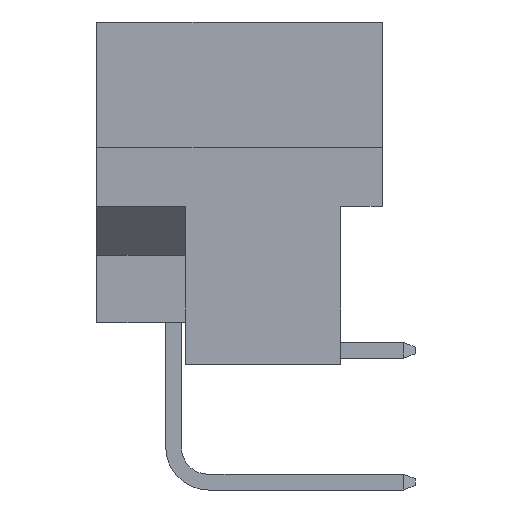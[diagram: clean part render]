
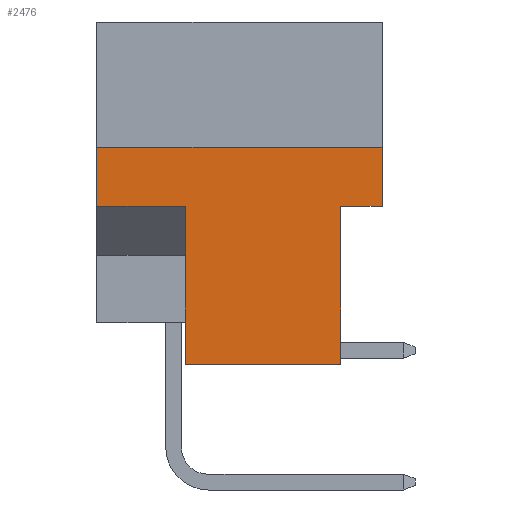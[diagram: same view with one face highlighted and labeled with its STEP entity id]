
A CAD part, left-side view. The second image highlights one B-rep face of the part: STEP entity #2476.
In plain terms, the highlighted planar face has unit normal (-1, 0, 0).
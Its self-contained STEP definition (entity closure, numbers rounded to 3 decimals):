
#36 = CARTESIAN_POINT ( 'NONE',  ( 0., 0., -4.826 ) ) ;
#156 = ORIENTED_EDGE ( 'NONE', *, *, #8021, .F. ) ;
#705 = CARTESIAN_POINT ( 'NONE',  ( 0., 10.998, -4.826 ) ) ;
#756 = CARTESIAN_POINT ( 'NONE',  ( 0., 10.998, -7.112 ) ) ;
#919 = EDGE_CURVE ( 'NONE', #3380, #2423, #7183, .T. ) ;
#1296 = EDGE_CURVE ( 'NONE', #6964, #3380, #3032, .T. ) ;
#1453 = VERTEX_POINT ( 'NONE', #7448 ) ;
#1470 = VECTOR ( 'NONE', #6211, 1000. ) ;
#1505 = DIRECTION ( 'NONE',  ( 0., 0., 1. ) ) ;
#1753 = EDGE_CURVE ( 'NONE', #1757, #4857, #6765, .T. ) ;
#1757 = VERTEX_POINT ( 'NONE', #2281 ) ;
#1927 = CARTESIAN_POINT ( 'NONE',  ( 0., 0., 0. ) ) ;
#2094 = ORIENTED_EDGE ( 'NONE', *, *, #1296, .F. ) ;
#2259 = LINE ( 'NONE', #8077, #8938 ) ;
#2281 = CARTESIAN_POINT ( 'NONE',  ( 0., 1.6, -7.112 ) ) ;
#2423 = VERTEX_POINT ( 'NONE', #36 ) ;
#2466 = LINE ( 'NONE', #3366, #3773 ) ;
#2476 = ADVANCED_FACE ( 'NONE', ( #5677 ), #3662, .F. ) ;
#2727 = DIRECTION ( 'NONE',  ( 0., 1., 0. ) ) ;
#3032 = LINE ( 'NONE', #3649, #9175 ) ;
#3129 = VECTOR ( 'NONE', #8563, 1000. ) ;
#3185 = VECTOR ( 'NONE', #2727, 1000. ) ;
#3296 = VERTEX_POINT ( 'NONE', #3521 ) ;
#3366 = CARTESIAN_POINT ( 'NONE',  ( 0., 7.597, -7.112 ) ) ;
#3380 = VERTEX_POINT ( 'NONE', #5985 ) ;
#3521 = CARTESIAN_POINT ( 'NONE',  ( 0., 7.597, -7.112 ) ) ;
#3649 = CARTESIAN_POINT ( 'NONE',  ( 0., 10.998, 0. ) ) ;
#3654 = LINE ( 'NONE', #4406, #7037 ) ;
#3662 = PLANE ( 'NONE',  #4289 ) ;
#3773 = VECTOR ( 'NONE', #6249, 1000. ) ;
#4289 = AXIS2_PLACEMENT_3D ( 'NONE', #7174, #6451, #6550 ) ;
#4406 = CARTESIAN_POINT ( 'NONE',  ( 0., 7.597, -13.2 ) ) ;
#4452 = DIRECTION ( 'NONE',  ( 0., -1., 0. ) ) ;
#4463 = VECTOR ( 'NONE', #5366, 1000. ) ;
#4516 = EDGE_CURVE ( 'NONE', #9343, #3296, #3654, .T. ) ;
#4857 = VERTEX_POINT ( 'NONE', #7726 ) ;
#4863 = LINE ( 'NONE', #1927, #1470 ) ;
#4908 = CARTESIAN_POINT ( 'NONE',  ( 0., 0., -7.112 ) ) ;
#5131 = ORIENTED_EDGE ( 'NONE', *, *, #4516, .F. ) ;
#5149 = EDGE_LOOP ( 'NONE', ( #8576, #5392, #7117, #5823, #2094, #156, #5131, #5996 ) ) ;
#5366 = DIRECTION ( 'NONE',  ( 0., 0., -1. ) ) ;
#5392 = ORIENTED_EDGE ( 'NONE', *, *, #8331, .F. ) ;
#5590 = CARTESIAN_POINT ( 'NONE',  ( 0., 7.597, -13.2 ) ) ;
#5677 = FACE_OUTER_BOUND ( 'NONE', #5149, .T. ) ;
#5823 = ORIENTED_EDGE ( 'NONE', *, *, #919, .F. ) ;
#5932 = EDGE_CURVE ( 'NONE', #9343, #4857, #2259, .T. ) ;
#5985 = CARTESIAN_POINT ( 'NONE',  ( 0., 10.998, -4.826 ) ) ;
#5996 = ORIENTED_EDGE ( 'NONE', *, *, #5932, .T. ) ;
#6211 = DIRECTION ( 'NONE',  ( 0., 0., 1. ) ) ;
#6249 = DIRECTION ( 'NONE',  ( 0., 1., 0. ) ) ;
#6451 = DIRECTION ( 'NONE',  ( 1., 0., 0. ) ) ;
#6550 = DIRECTION ( 'NONE',  ( 0., 0., -1. ) ) ;
#6765 = LINE ( 'NONE', #8818, #4463 ) ;
#6964 = VERTEX_POINT ( 'NONE', #756 ) ;
#7037 = VECTOR ( 'NONE', #1505, 1000. ) ;
#7117 = ORIENTED_EDGE ( 'NONE', *, *, #7301, .T. ) ;
#7174 = CARTESIAN_POINT ( 'NONE',  ( 0., 10.998, 0. ) ) ;
#7183 = LINE ( 'NONE', #705, #3129 ) ;
#7301 = EDGE_CURVE ( 'NONE', #1453, #2423, #4863, .T. ) ;
#7448 = CARTESIAN_POINT ( 'NONE',  ( 0., 0., -7.112 ) ) ;
#7726 = CARTESIAN_POINT ( 'NONE',  ( 0., 1.6, -13.2 ) ) ;
#8021 = EDGE_CURVE ( 'NONE', #3296, #6964, #2466, .T. ) ;
#8071 = DIRECTION ( 'NONE',  ( 0., 0., 1. ) ) ;
#8077 = CARTESIAN_POINT ( 'NONE',  ( 0., 10.998, -13.2 ) ) ;
#8179 = LINE ( 'NONE', #4908, #3185 ) ;
#8331 = EDGE_CURVE ( 'NONE', #1453, #1757, #8179, .T. ) ;
#8563 = DIRECTION ( 'NONE',  ( 0., -1., 0. ) ) ;
#8576 = ORIENTED_EDGE ( 'NONE', *, *, #1753, .F. ) ;
#8818 = CARTESIAN_POINT ( 'NONE',  ( 0., 1.6, 46.912 ) ) ;
#8938 = VECTOR ( 'NONE', #4452, 1000. ) ;
#9175 = VECTOR ( 'NONE', #8071, 1000. ) ;
#9343 = VERTEX_POINT ( 'NONE', #5590 ) ;
